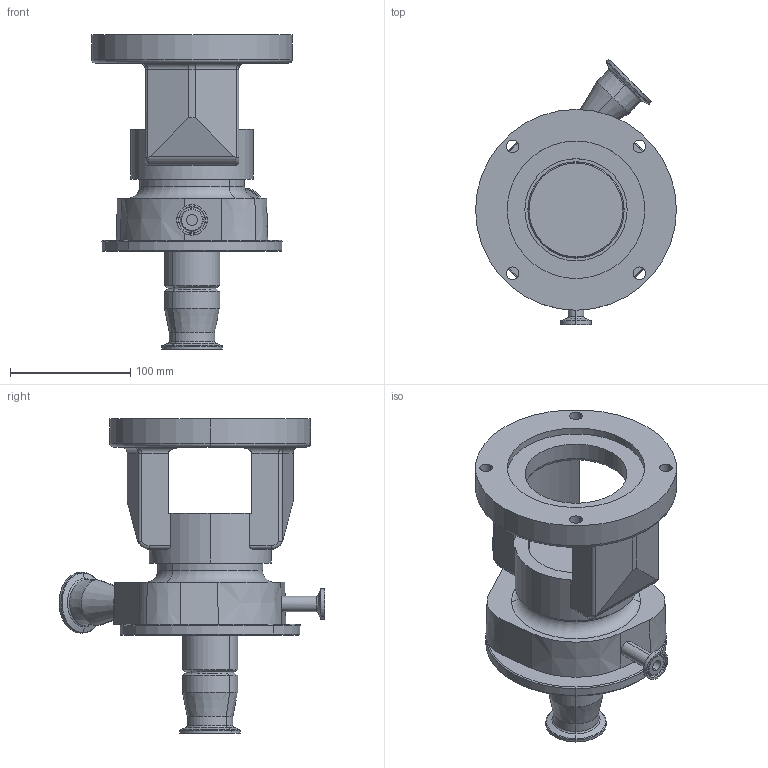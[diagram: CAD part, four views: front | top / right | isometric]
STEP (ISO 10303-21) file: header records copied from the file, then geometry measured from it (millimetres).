
FILE_DESCRIPTION (( 'STEP AP214' ), '1' );
FILE_NAME ('FPR 701-702 56-140TC 45L 1-2 IN STR DRAIN.STEP', '2023-01-06T19:29:47', ( '' ), ( '' ), 'SwSTEP 2.0', 'SolidWorks 2021', '' );
FILE_SCHEMA (( 'AUTOMOTIVE_DESIGN' ));
Length unit declared in the file: millimetre
Products named in the file (1): FPR 701-702 56-140TC 45L 1-2 IN STR DRAIN
Bounding box: 167 x 221.15 x 261.5 mm (x, y, z)
Volume: 1450163.5 mm3; surface area: 246036.4 mm2
Topology: 1 solids, 1 shells, 289 faces, 640 edges, 367 vertices
Faces by surface type: cylinder 90, torus 72, cone 68, plane 53, bspline 4, sphere 2
Entity records: 8430 total; most frequent: CARTESIAN_POINT 1901, DIRECTION 1524, ORIENTED_EDGE 1264, AXIS2_PLACEMENT_3D 652, EDGE_CURVE 632, VERTEX_POINT 367, CIRCLE 366, EDGE_LOOP 325
